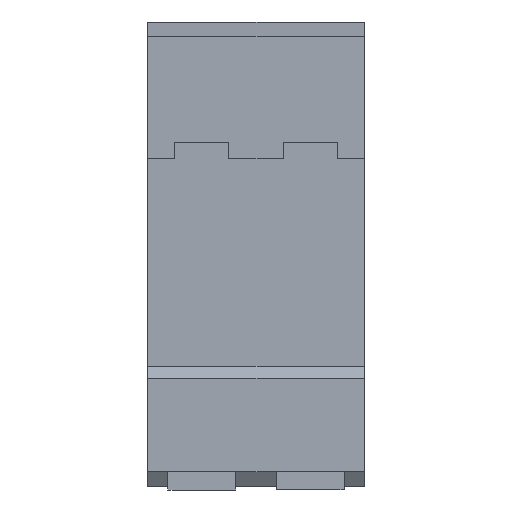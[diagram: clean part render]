
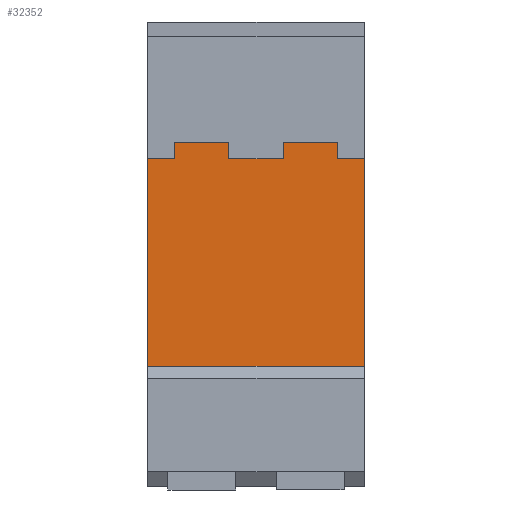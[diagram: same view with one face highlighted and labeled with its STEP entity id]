
A CAD part, front view. The second image highlights one B-rep face of the part: STEP entity #32352.
In plain terms, the highlighted planar face has unit normal (0, -1, 0).
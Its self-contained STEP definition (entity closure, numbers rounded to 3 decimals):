
#234 = VECTOR ( 'NONE', #11310, 1000. ) ;
#726 = FACE_OUTER_BOUND ( 'NONE', #26093, .T. ) ;
#2418 = EDGE_CURVE ( 'NONE', #11931, #13339, #17990, .T. ) ;
#2885 = EDGE_CURVE ( 'NONE', #13339, #11158, #4774, .T. ) ;
#4774 = LINE ( 'NONE', #28152, #18126 ) ;
#4778 = CARTESIAN_POINT ( 'NONE',  ( 9., -26.75, -18.65 ) ) ;
#4864 = CARTESIAN_POINT ( 'NONE',  ( 9., -26.75, 18.65 ) ) ;
#5431 = LINE ( 'NONE', #22523, #234 ) ;
#6056 = ORIENTED_EDGE ( 'NONE', *, *, #2885, .F. ) ;
#8492 = DIRECTION ( 'NONE',  ( 0., 0., -1. ) ) ;
#11158 = VERTEX_POINT ( 'NONE', #4864 ) ;
#11310 = DIRECTION ( 'NONE',  ( -1., 0., 0. ) ) ;
#11534 = EDGE_CURVE ( 'NONE', #11158, #27900, #19878, .T. ) ;
#11931 = VERTEX_POINT ( 'NONE', #14651 ) ;
#12328 = ORIENTED_EDGE ( 'NONE', *, *, #11534, .F. ) ;
#12510 = DIRECTION ( 'NONE',  ( 0., 0., 1. ) ) ;
#13339 = VERTEX_POINT ( 'NONE', #15797 ) ;
#14651 = CARTESIAN_POINT ( 'NONE',  ( -27., -26.75, -18.65 ) ) ;
#14725 = VECTOR ( 'NONE', #8492, 1000. ) ;
#15168 = DIRECTION ( 'NONE',  ( 0., 1., 0. ) ) ;
#15268 = AXIS2_PLACEMENT_3D ( 'NONE', #26392, #15168, #12510 ) ;
#15543 = PLANE ( 'NONE',  #15268 ) ;
#15797 = CARTESIAN_POINT ( 'NONE',  ( -27., -26.75, 18.65 ) ) ;
#17990 = LINE ( 'NONE', #32463, #36376 ) ;
#18126 = VECTOR ( 'NONE', #33862, 1000. ) ;
#19742 = ORIENTED_EDGE ( 'NONE', *, *, #2418, .F. ) ;
#19878 = LINE ( 'NONE', #34534, #14725 ) ;
#20867 = ORIENTED_EDGE ( 'NONE', *, *, #37319, .F. ) ;
#22523 = CARTESIAN_POINT ( 'NONE',  ( -27.001, -26.75, -18.65 ) ) ;
#23515 = DIRECTION ( 'NONE',  ( 0., 0., 1. ) ) ;
#26093 = EDGE_LOOP ( 'NONE', ( #12328, #6056, #19742, #20867 ) ) ;
#26392 = CARTESIAN_POINT ( 'NONE',  ( -27.001, -26.75, 18.65 ) ) ;
#27900 = VERTEX_POINT ( 'NONE', #4778 ) ;
#28152 = CARTESIAN_POINT ( 'NONE',  ( -27.001, -26.75, 18.65 ) ) ;
#32352 = ADVANCED_FACE ( 'NONE', ( #726 ), #15543, .F. ) ;
#32463 = CARTESIAN_POINT ( 'NONE',  ( -27., -26.75, 22.425 ) ) ;
#33862 = DIRECTION ( 'NONE',  ( 1., 0., 0. ) ) ;
#34534 = CARTESIAN_POINT ( 'NONE',  ( 9., -26.75, 22.425 ) ) ;
#36376 = VECTOR ( 'NONE', #23515, 1000. ) ;
#37319 = EDGE_CURVE ( 'NONE', #27900, #11931, #5431, .T. ) ;
